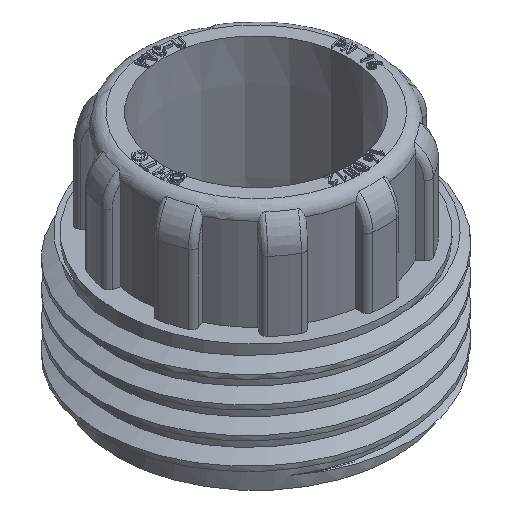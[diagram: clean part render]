
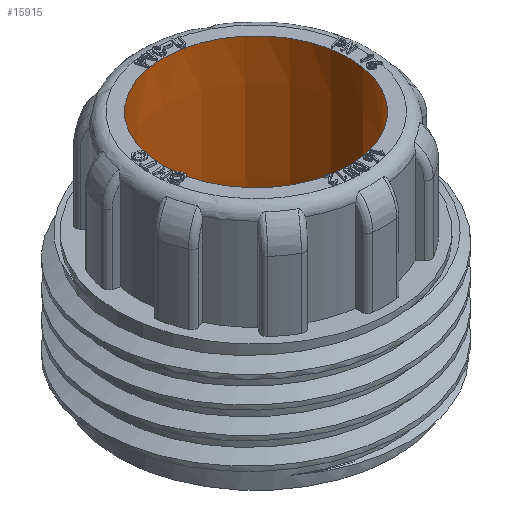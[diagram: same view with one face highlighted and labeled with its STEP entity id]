
A CAD part, isometric view. The second image highlights one B-rep face of the part: STEP entity #15915.
In plain terms, the highlighted conical face has half-angle 0.614 degrees and reference radius 8 mm.
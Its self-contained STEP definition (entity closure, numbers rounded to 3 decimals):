
#43=ELLIPSE('',#16873,8.696,8.391);
#44=ELLIPSE('',#16874,8.265,8.181);
#45=CONICAL_SURFACE('',#16872,8.,0.011);
#850=FACE_OUTER_BOUND('',#1704,.T.);
#1704=EDGE_LOOP('',(#11765,#11766,#11767,#11768,#11769,#11770,#11771,#11772,
#11773));
#2542=CIRCLE('',#16770,8.096);
#2543=CIRCLE('',#16771,8.096);
#2547=CIRCLE('',#16775,8.096);
#2624=CIRCLE('',#16871,7.946);
#2625=CIRCLE('',#16875,8.096);
#3299=LINE('',#24873,#5431);
#5431=VECTOR('',#18486,8.);
#7405=VERTEX_POINT('',#23672);
#7407=VERTEX_POINT('',#23675);
#7408=VERTEX_POINT('',#23677);
#7413=VERTEX_POINT('',#23687);
#7414=VERTEX_POINT('',#23689);
#7688=VERTEX_POINT('',#24870);
#7689=VERTEX_POINT('',#24874);
#8997=EDGE_CURVE('',#7407,#7405,#2542,.T.);
#8998=EDGE_CURVE('',#7408,#7407,#2543,.T.);
#9004=EDGE_CURVE('',#7414,#7413,#2547,.T.);
#9316=EDGE_CURVE('',#7688,#7688,#2624,.T.);
#9317=EDGE_CURVE('',#7688,#7407,#3299,.T.);
#9318=EDGE_CURVE('',#7689,#7405,#43,.T.);
#9319=EDGE_CURVE('',#7414,#7689,#44,.T.);
#9320=EDGE_CURVE('',#7413,#7408,#2625,.T.);
#11765=ORIENTED_EDGE('',*,*,#9316,.F.);
#11766=ORIENTED_EDGE('',*,*,#9317,.T.);
#11767=ORIENTED_EDGE('',*,*,#8997,.T.);
#11768=ORIENTED_EDGE('',*,*,#9318,.F.);
#11769=ORIENTED_EDGE('',*,*,#9319,.F.);
#11770=ORIENTED_EDGE('',*,*,#9004,.T.);
#11771=ORIENTED_EDGE('',*,*,#9320,.T.);
#11772=ORIENTED_EDGE('',*,*,#8998,.T.);
#11773=ORIENTED_EDGE('',*,*,#9317,.F.);
#15915=ADVANCED_FACE('',(#850),#45,.F.);
#16770=AXIS2_PLACEMENT_3D('',#23676,#18090,#18091);
#16771=AXIS2_PLACEMENT_3D('',#23678,#18092,#18093);
#16775=AXIS2_PLACEMENT_3D('',#23690,#18102,#18103);
#16871=AXIS2_PLACEMENT_3D('',#24871,#18482,#18483);
#16872=AXIS2_PLACEMENT_3D('',#24872,#18484,#18485);
#16873=AXIS2_PLACEMENT_3D('',#24875,#18487,#18488);
#16874=AXIS2_PLACEMENT_3D('',#24876,#18489,#18490);
#16875=AXIS2_PLACEMENT_3D('',#24877,#18491,#18492);
#18090=DIRECTION('center_axis',(0.,0.,1.));
#18091=DIRECTION('ref_axis',(-0.163,0.987,0.));
#18092=DIRECTION('center_axis',(0.,0.,1.));
#18093=DIRECTION('ref_axis',(-0.163,0.987,0.));
#18102=DIRECTION('center_axis',(0.,0.,1.));
#18103=DIRECTION('ref_axis',(-0.985,-0.17,0.));
#18482=DIRECTION('center_axis',(0.,0.,1.));
#18483=DIRECTION('ref_axis',(0.,-1.,0.));
#18484=DIRECTION('center_axis',(0.,0.,1.));
#18485=DIRECTION('ref_axis',(0.,-1.,0.));
#18486=DIRECTION('',(0.,0.011,1.));
#18487=DIRECTION('center_axis',(0.003,-0.011,
-1.));
#18488=DIRECTION('ref_axis',(-0.165,0.986,-0.011));
#18489=DIRECTION('center_axis',(0.003,-0.011,
-1.));
#18490=DIRECTION('ref_axis',(-0.173,0.985,-0.011));
#18491=DIRECTION('center_axis',(0.,0.,1.));
#18492=DIRECTION('ref_axis',(0.,-1.,0.));
#23672=CARTESIAN_POINT('',(-1.316,7.989,20.));
#23675=CARTESIAN_POINT('',(0.,8.096,20.));
#23676=CARTESIAN_POINT('Origin',(0.,0.,20.));
#23677=CARTESIAN_POINT('',(-7.917,-1.697,20.));
#23678=CARTESIAN_POINT('Origin',(0.,0.,20.));
#23687=CARTESIAN_POINT('',(-7.979,-1.375,20.));
#23689=CARTESIAN_POINT('',(-1.427,7.97,20.));
#23690=CARTESIAN_POINT('Origin',(0.,0.,
20.));
#24870=CARTESIAN_POINT('',(0.,7.946,6.));
#24871=CARTESIAN_POINT('Origin',(0.,0.,6.));
#24872=CARTESIAN_POINT('Origin',(0.,0.,11.));
#24873=CARTESIAN_POINT('',(0.,8.,11.));
#24874=CARTESIAN_POINT('',(-1.368,7.979,20.));
#24875=CARTESIAN_POINT('Origin',(0.099,-0.59,
20.097));
#24876=CARTESIAN_POINT('Origin',(0.029,-0.166,
20.09));
#24877=CARTESIAN_POINT('Origin',(0.,0.,20.));
